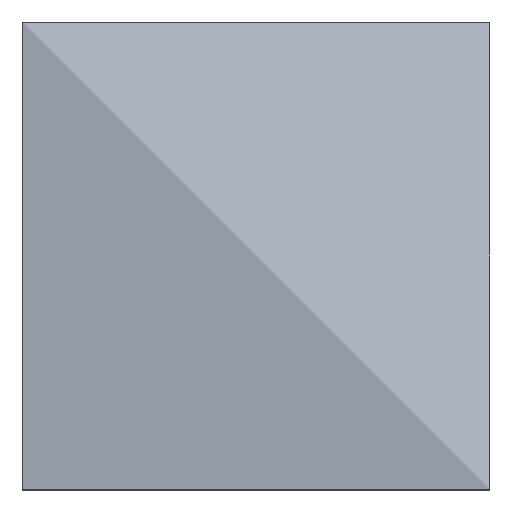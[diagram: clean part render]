
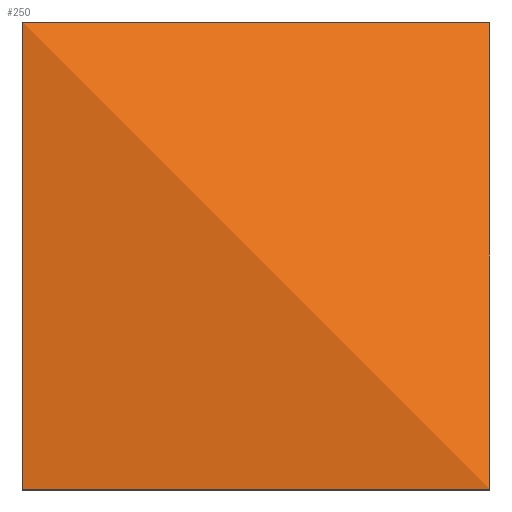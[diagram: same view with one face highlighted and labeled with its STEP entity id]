
A CAD part, top view. The second image highlights one B-rep face of the part: STEP entity #250.
In plain terms, the highlighted face is planar.
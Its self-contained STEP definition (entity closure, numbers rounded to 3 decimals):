
#250=ADVANCED_FACE('',(#251),#252,.T.);
#251=FACE_OUTER_BOUND('',#253,.T.);
#253=EDGE_LOOP('',(#254,#255,#256,#257));
#254=ORIENTED_EDGE('',*,*,#304,.T.);
#255=ORIENTED_EDGE('',*,*,#305,.T.);
#256=ORIENTED_EDGE('',*,*,#306,.T.);
#257=ORIENTED_EDGE('',*,*,#307,.T.);
#252=PLANE('',#401);
#304=EDGE_CURVE('',#504,#505,#604,.T.);
#305=EDGE_CURVE('',#505,#506,#605,.T.);
#306=EDGE_CURVE('',#506,#507,#606,.T.);
#307=EDGE_CURVE('',#507,#504,#607,.T.);
#504=VERTEX_POINT('',#704);
#505=VERTEX_POINT('',#705);
#506=VERTEX_POINT('',#706);
#507=VERTEX_POINT('',#707);
#604=LINE('',#704,#804);
#605=LINE('',#705,#805);
#606=LINE('',#706,#806);
#607=LINE('',#707,#807);
#704=CARTESIAN_POINT('',(0.0,0.0,10.0));
#705=CARTESIAN_POINT('',(10.0,0.0,10.0));
#706=CARTESIAN_POINT('',(10.0,10.0,0.0));
#707=CARTESIAN_POINT('',(0.0,10.0,10.0));
#804=VECTOR('',#904,10.0);
#805=VECTOR('',#905,10.0);
#806=VECTOR('',#906,10.0);
#807=VECTOR('',#907,10.0);
#904=DIRECTION('',(1.0,0.0,0.0));
#905=DIRECTION('',(0.0,1.0,0.0));
#906=DIRECTION('',(-1.0,0.0,0.0));
#907=DIRECTION('',(0.0,-1.0,0.0));
#401=AXIS2_PLACEMENT_3D('',#704,#1002,#1003);
#1002=DIRECTION('',(0.0,0.0,-1.0));
#1003=DIRECTION('',(1.0,0.0,0.0));
